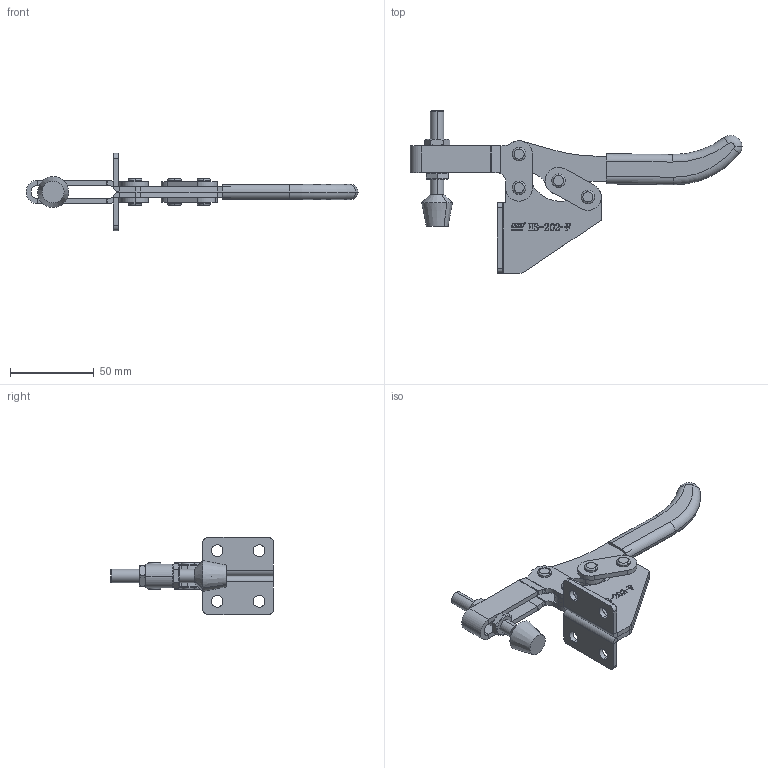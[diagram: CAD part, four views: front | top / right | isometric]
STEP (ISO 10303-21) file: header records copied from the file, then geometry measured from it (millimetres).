
FILE_DESCRIPTION (( 'STEP AP203' ), '1' );
FILE_NAME ('HS-202-F 装配体.STEP', '2018-12-07T03:37:08', ( 'PCOS' ), ( '微软中国' ), 'SwSTEP 2.0', 'SolidWorks 2012', '' );
FILE_SCHEMA (( 'CONFIG_CONTROL_DESIGN' ));
Length unit declared in the file: millimetre
Products named in the file (11): HS-202-F 蚾饜极; hexagon head bolts-full thread gb_GB_FASTENER_BOLT_STBAB A M8X55-N; hex thin nuts-grades ab-chamfered gb_GB_FASTENER_NUT_STNAB M8-N; 揤輸; 揤參; 种; 忒梟; 忒參; 蟀裝; 楊擘菁釱酘; 楊擘菁釱衵
Assembly tree (15 placements, depth 2):
  HS-202-F 蚾饜极
    楊擘菁釱衵
    楊擘菁釱酘
    蟀裝  x2
    忒參
    忒梟
    种  x4
    揤參
    揤輸
    hex thin nuts-grades ab-chamfered gb_GB_FASTENER_NUT_STNAB M8-N  x2
    hexagon head bolts-full thread gb_GB_FASTENER_BOLT_STBAB A M8X55-N
Bounding box: 197.88 x 96.95 x 46 mm (x, y, z)
Volume: 56083.6 mm3; surface area: 39398.6 mm2
Topology: 16 solids, 16 shells, 681 faces, 1734 edges, 1121 vertices
Faces by surface type: plane 326, cylinder 167, bspline 134, cone 30, torus 24
Entity records: 25308 total; most frequent: CARTESIAN_POINT 9650, ORIENTED_EDGE 3178, DIRECTION 2607, EDGE_CURVE 1589, VERTEX_POINT 1031, VECTOR 959, LINE 959, AXIS2_PLACEMENT_3D 824
